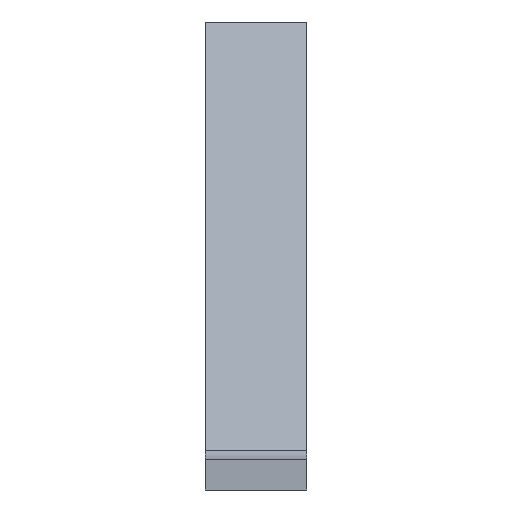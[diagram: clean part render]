
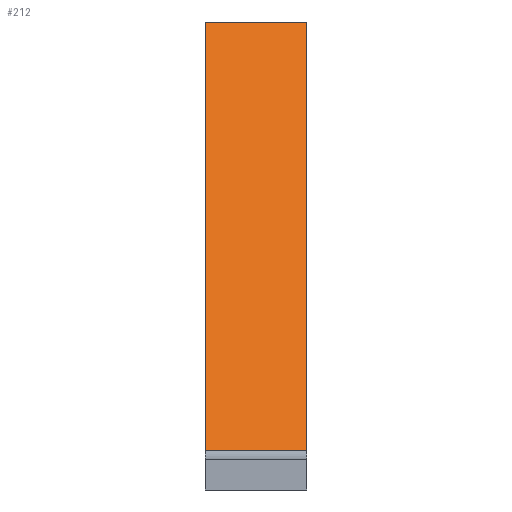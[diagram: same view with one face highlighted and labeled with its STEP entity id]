
A CAD part, front view. The second image highlights one B-rep face of the part: STEP entity #212.
In plain terms, the highlighted planar face has unit normal (0, -0.707, 0.707).
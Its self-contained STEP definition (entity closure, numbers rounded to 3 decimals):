
#185=AXIS2_PLACEMENT_3D('Plane Axis2P3D',#182,#183,#184) ;
#160=CARTESIAN_POINT('Vertex',(0.,104.548,46.305)) ;
#163=CARTESIAN_POINT('Line Origine',(5.,104.548,46.305)) ;
#167=CARTESIAN_POINT('Vertex',(10.,104.548,46.305)) ;
#182=CARTESIAN_POINT('Axis2P3D Location',(5.,104.548,46.305)) ;
#187=CARTESIAN_POINT('Line Origine',(0.,83.335,25.092)) ;
#191=CARTESIAN_POINT('Vertex',(0.,62.121,3.879)) ;
#194=CARTESIAN_POINT('Line Origine',(5.,62.121,3.879)) ;
#198=CARTESIAN_POINT('Vertex',(10.,62.121,3.879)) ;
#201=CARTESIAN_POINT('Line Origine',(10.,83.335,25.092)) ;
#164=DIRECTION('Vector Direction',(1.,0.,0.)) ;
#183=DIRECTION('Axis2P3D Direction',(0.,-0.707,0.707)) ;
#184=DIRECTION('Axis2P3D XDirection',(0.,-0.707,-0.707)) ;
#188=DIRECTION('Vector Direction',(0.,-0.707,-0.707)) ;
#195=DIRECTION('Vector Direction',(1.,0.,0.)) ;
#202=DIRECTION('Vector Direction',(0.,-0.707,-0.707)) ;
#165=VECTOR('Line Direction',#164,1.) ;
#189=VECTOR('Line Direction',#188,1.) ;
#196=VECTOR('Line Direction',#195,1.) ;
#203=VECTOR('Line Direction',#202,1.) ;
#207=ORIENTED_EDGE('',*,*,#169,.F.) ;
#208=ORIENTED_EDGE('',*,*,#193,.T.) ;
#209=ORIENTED_EDGE('',*,*,#200,.T.) ;
#210=ORIENTED_EDGE('',*,*,#205,.F.) ;
#212=ADVANCED_FACE('Koerper.2',(#211),#186,.T.) ;
#169=EDGE_CURVE('',#161,#168,#166,.T.) ;
#193=EDGE_CURVE('',#161,#192,#190,.T.) ;
#200=EDGE_CURVE('',#192,#199,#197,.T.) ;
#205=EDGE_CURVE('',#168,#199,#204,.T.) ;
#206=EDGE_LOOP('',(#207,#208,#209,#210)) ;
#211=FACE_OUTER_BOUND('',#206,.T.) ;
#166=LINE('Line',#163,#165) ;
#190=LINE('Line',#187,#189) ;
#197=LINE('Line',#194,#196) ;
#204=LINE('Line',#201,#203) ;
#186=PLANE('',#185) ;
#161=VERTEX_POINT('',#160) ;
#168=VERTEX_POINT('',#167) ;
#192=VERTEX_POINT('',#191) ;
#199=VERTEX_POINT('',#198) ;
